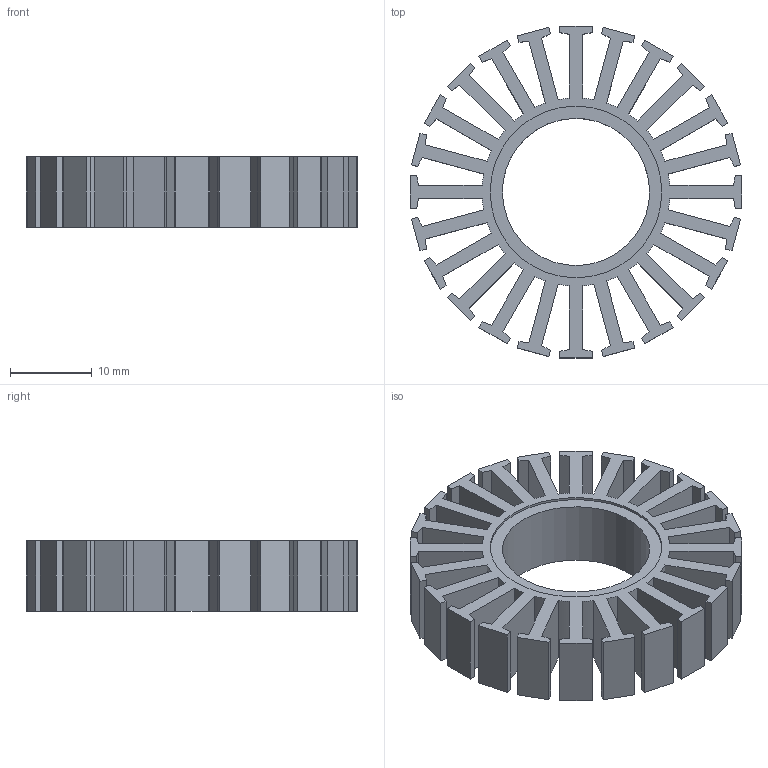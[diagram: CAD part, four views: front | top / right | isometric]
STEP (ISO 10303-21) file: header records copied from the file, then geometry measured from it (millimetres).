
FILE_DESCRIPTION(('FreeCAD Model'),'2;1');
FILE_NAME('Open CASCADE Shape Model','2025-09-04T22:16:39',(''),(''), 'Open CASCADE STEP processor 7.8','FreeCAD','Unknown');
FILE_SCHEMA(('AUTOMOTIVE_DESIGN { 1 0 10303 214 1 1 1 1 }'));
Length unit declared in the file: millimetre
Products named in the file (1): stator
Bounding box: 40.6 x 40.6 x 8.6 mm (x, y, z)
Volume: 4691.4 mm3; surface area: 6766.6 mm2
Topology: 1 solids, 1 shells, 199 faces, 633 edges, 438 vertices
Faces by surface type: plane 172, cylinder 27
Full cylindrical faces by diameter (mm): 18 x1, 21 x2
Entity records: 7038 total; most frequent: CARTESIAN_POINT 1272, ORIENTED_EDGE 1266, DIRECTION 1134, EDGE_CURVE 633, LINE 530, VECTOR 530, VERTEX_POINT 438, AXIS2_PLACEMENT_3D 302
